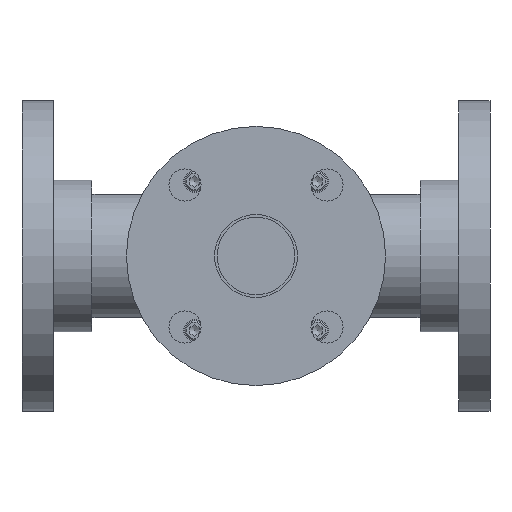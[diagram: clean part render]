
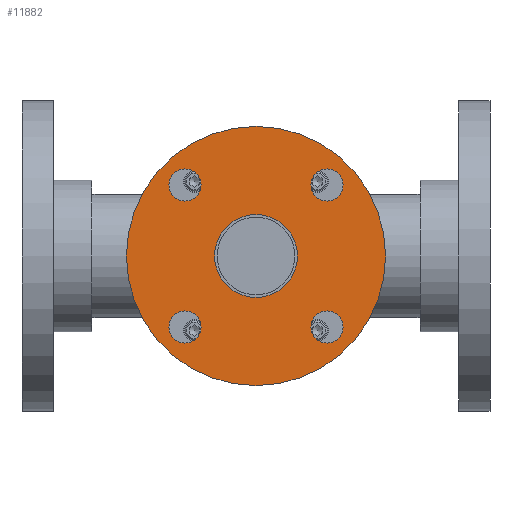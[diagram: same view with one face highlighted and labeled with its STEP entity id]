
A CAD part, front view. The second image highlights one B-rep face of the part: STEP entity #11882.
In plain terms, the highlighted planar face has unit normal (0, -1, 0).
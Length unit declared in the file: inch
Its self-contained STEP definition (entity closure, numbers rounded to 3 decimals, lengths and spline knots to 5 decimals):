
#11735=CARTESIAN_POINT('',(1.37002,-2.487,1.06002));
#11736=VERTEX_POINT('',#11735);
#11737=CARTESIAN_POINT('',(1.37002,-2.487,1.37002));
#11738=DIRECTION('',(0.0,1.0,0.0));
#11739=DIRECTION('',(0.0,0.0,1.0));
#11740=AXIS2_PLACEMENT_3D('',#11737,#11738,#11739);
#11741=CIRCLE('',#11740,0.31);
#11742=EDGE_CURVE('',#11736,#11736,#11741,.T.);
#11763=CARTESIAN_POINT('',(-1.06002,-2.487,1.37002));
#11764=VERTEX_POINT('',#11763);
#11765=CARTESIAN_POINT('',(-1.37002,-2.487,1.37002));
#11766=DIRECTION('',(0.0,1.0,0.0));
#11767=DIRECTION('',(-1.0,0.0,0.0));
#11768=AXIS2_PLACEMENT_3D('',#11765,#11766,#11767);
#11769=CIRCLE('',#11768,0.31);
#11770=EDGE_CURVE('',#11764,#11764,#11769,.T.);
#11791=CARTESIAN_POINT('',(-1.37002,-2.487,-1.06002));
#11792=VERTEX_POINT('',#11791);
#11793=CARTESIAN_POINT('',(-1.37002,-2.487,-1.37002));
#11794=DIRECTION('',(0.0,1.0,0.0));
#11795=DIRECTION('',(0.0,0.0,-1.0));
#11796=AXIS2_PLACEMENT_3D('',#11793,#11794,#11795);
#11797=CIRCLE('',#11796,0.31);
#11798=EDGE_CURVE('',#11792,#11792,#11797,.T.);
#11819=CARTESIAN_POINT('',(1.06002,-2.487,-1.37002));
#11820=VERTEX_POINT('',#11819);
#11821=CARTESIAN_POINT('',(1.37002,-2.487,-1.37002));
#11822=DIRECTION('',(0.0,1.0,0.0));
#11823=DIRECTION('',(1.0,0.0,0.0));
#11824=AXIS2_PLACEMENT_3D('',#11821,#11822,#11823);
#11825=CIRCLE('',#11824,0.31);
#11826=EDGE_CURVE('',#11820,#11820,#11825,.T.);
#11836=CARTESIAN_POINT('',(0.8,-2.487,0.));
#11837=VERTEX_POINT('',#11836);
#11838=CARTESIAN_POINT('',(0.,-2.487,0.));
#11839=DIRECTION('',(0.0,1.0,0.0));
#11840=DIRECTION('',(1.0,0.0,0.0));
#11841=AXIS2_PLACEMENT_3D('',#11838,#11839,#11840);
#11842=CIRCLE('',#11841,0.8);
#11843=EDGE_CURVE('',#11837,#11837,#11842,.T.);
#11851=CARTESIAN_POINT('',(1.65,-2.487,0.));
#11852=DIRECTION('',(0.0,-1.0,0.0));
#11853=DIRECTION('',(0.0,0.0,1.0));
#11854=AXIS2_PLACEMENT_3D('',#11851,#11852,#11853);
#11855=PLANE('',#11854);
#11856=CARTESIAN_POINT('',(2.5,-2.487,0.));
#11857=VERTEX_POINT('',#11856);
#11858=CARTESIAN_POINT('',(0.,-2.487,0.));
#11859=DIRECTION('',(0.0,1.0,0.0));
#11860=DIRECTION('',(1.0,0.0,0.0));
#11861=AXIS2_PLACEMENT_3D('',#11858,#11859,#11860);
#11862=CIRCLE('',#11861,2.5);
#11863=EDGE_CURVE('',#11857,#11857,#11862,.T.);
#11864=ORIENTED_EDGE('',*,*,#11863,.F.);
#11865=EDGE_LOOP('',(#11864));
#11866=FACE_OUTER_BOUND('',#11865,.T.);
#11867=ORIENTED_EDGE('',*,*,#11742,.T.);
#11868=EDGE_LOOP('',(#11867));
#11869=FACE_BOUND('',#11868,.T.);
#11870=ORIENTED_EDGE('',*,*,#11770,.T.);
#11871=EDGE_LOOP('',(#11870));
#11872=FACE_BOUND('',#11871,.T.);
#11873=ORIENTED_EDGE('',*,*,#11798,.T.);
#11874=EDGE_LOOP('',(#11873));
#11875=FACE_BOUND('',#11874,.T.);
#11876=ORIENTED_EDGE('',*,*,#11826,.T.);
#11877=EDGE_LOOP('',(#11876));
#11878=FACE_BOUND('',#11877,.T.);
#11879=ORIENTED_EDGE('',*,*,#11843,.T.);
#11880=EDGE_LOOP('',(#11879));
#11881=FACE_BOUND('',#11880,.T.);
#11882=ADVANCED_FACE('',(#11866,#11869,#11872,#11875,#11878,#11881),#11855,.T.);
